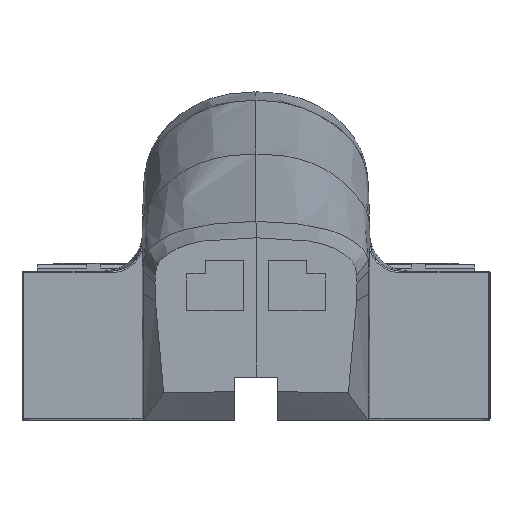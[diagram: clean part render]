
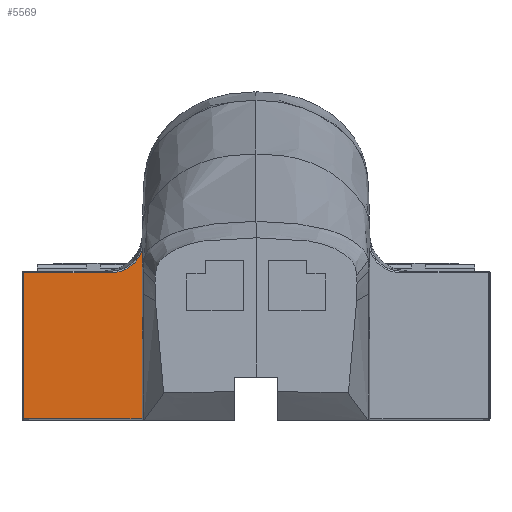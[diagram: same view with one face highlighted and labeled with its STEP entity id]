
A CAD part, front view. The second image highlights one B-rep face of the part: STEP entity #5569.
In plain terms, the highlighted planar face has unit normal (0, -1, 0).
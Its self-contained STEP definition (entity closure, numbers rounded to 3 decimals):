
#2146=CARTESIAN_POINT('Vertex',(-820.825,-59.263,7.165)) ;
#2149=CARTESIAN_POINT('Line Origine',(-822.748,-59.263,7.165)) ;
#2153=CARTESIAN_POINT('Vertex',(-837.301,-59.263,7.165)) ;
#2318=CARTESIAN_POINT('Vertex',(-820.825,-59.263,30.599)) ;
#2321=CARTESIAN_POINT('Line Origine',(-820.825,-59.263,18.882)) ;
#2586=CARTESIAN_POINT('Vertex',(-825.08,-59.263,27.465)) ;
#2590=CARTESIAN_POINT('Control Point',(-825.08,-59.263,27.465)) ;
#2591=CARTESIAN_POINT('Control Point',(-824.883,-59.263,27.465)) ;
#2592=CARTESIAN_POINT('Control Point',(-824.686,-59.263,27.476)) ;
#2593=CARTESIAN_POINT('Control Point',(-824.49,-59.263,27.498)) ;
#2594=CARTESIAN_POINT('Control Point',(-823.902,-59.263,27.596)) ;
#2595=CARTESIAN_POINT('Control Point',(-823.337,-59.263,27.791)) ;
#2596=CARTESIAN_POINT('Control Point',(-822.975,-59.263,27.964)) ;
#2597=CARTESIAN_POINT('Control Point',(-822.295,-59.263,28.386)) ;
#2598=CARTESIAN_POINT('Control Point',(-821.726,-59.263,28.947)) ;
#2599=CARTESIAN_POINT('Control Point',(-821.474,-59.263,29.259)) ;
#2600=CARTESIAN_POINT('Control Point',(-821.183,-59.263,29.714)) ;
#2601=CARTESIAN_POINT('Control Point',(-820.964,-59.263,30.205)) ;
#2602=CARTESIAN_POINT('Control Point',(-820.913,-59.263,30.335)) ;
#2603=CARTESIAN_POINT('Control Point',(-820.866,-59.263,30.466)) ;
#2604=CARTESIAN_POINT('Control Point',(-820.825,-59.263,30.599)) ;
#5545=CARTESIAN_POINT('Axis2P3D Location',(-837.5,-59.263,6.965)) ;
#5550=CARTESIAN_POINT('Line Origine',(-824.528,-59.263,27.465)) ;
#5554=CARTESIAN_POINT('Vertex',(-837.301,-59.263,27.465)) ;
#5557=CARTESIAN_POINT('Line Origine',(-837.301,-59.263,17.315)) ;
#2151=VECTOR('Line Direction',#2150,1.) ;
#2323=VECTOR('Line Direction',#2322,1.) ;
#5552=VECTOR('Line Direction',#5551,1.) ;
#5559=VECTOR('Line Direction',#5558,1.) ;
#2150=DIRECTION('Vector Direction',(1.,0.,0.)) ;
#2322=DIRECTION('Vector Direction',(0.,0.,1.)) ;
#5546=DIRECTION('Axis2P3D Direction',(0.,-1.,0.)) ;
#5547=DIRECTION('Axis2P3D XDirection',(1.,0.,0.)) ;
#5551=DIRECTION('Vector Direction',(1.,0.,0.)) ;
#5558=DIRECTION('Vector Direction',(0.,0.,1.)) ;
#5548=AXIS2_PLACEMENT_3D('Plane Axis2P3D',#5545,#5546,#5547) ;
#2152=LINE('Line',#2149,#2151) ;
#2324=LINE('Line',#2321,#2323) ;
#5553=LINE('Line',#5550,#5552) ;
#5560=LINE('Line',#5557,#5559) ;
#5549=PLANE('',#5548) ;
#2155=EDGE_CURVE('',#2154,#2147,#2152,.T.) ;
#2325=EDGE_CURVE('',#2319,#2147,#2324,.F.) ;
#2605=EDGE_CURVE('',#2587,#2319,#2589,.T.) ;
#5556=EDGE_CURVE('',#5555,#2587,#5553,.T.) ;
#5561=EDGE_CURVE('',#2154,#5555,#5560,.T.) ;
#5562=EDGE_LOOP('',(#5563,#5564,#5565,#5566,#5567)) ;
#5563=ORIENTED_EDGE('',*,*,#2155,.T.) ;
#5564=ORIENTED_EDGE('',*,*,#2325,.F.) ;
#5565=ORIENTED_EDGE('',*,*,#2605,.F.) ;
#5566=ORIENTED_EDGE('',*,*,#5556,.F.) ;
#5567=ORIENTED_EDGE('',*,*,#5561,.F.) ;
#2147=VERTEX_POINT('',#2146) ;
#2154=VERTEX_POINT('',#2153) ;
#2319=VERTEX_POINT('',#2318) ;
#2587=VERTEX_POINT('',#2586) ;
#5555=VERTEX_POINT('',#5554) ;
#5569=ADVANCED_FACE('NEW-BODY',(#5568),#5549,.T.) ;
#2589=B_SPLINE_CURVE_WITH_KNOTS('',5,(#2590,#2591,#2592,#2593,#2594,#2595,#2596,#2597,#2598,#2599,#2600,#2601,#2602,#2603,#2604),.UNSPECIFIED.,.F.,.U.,(6,3,3,3,6),(1.693,2.884,5.287,7.691,8.533),.UNSPECIFIED.) ;
#5568=FACE_OUTER_BOUND('',#5562,.T.) ;
